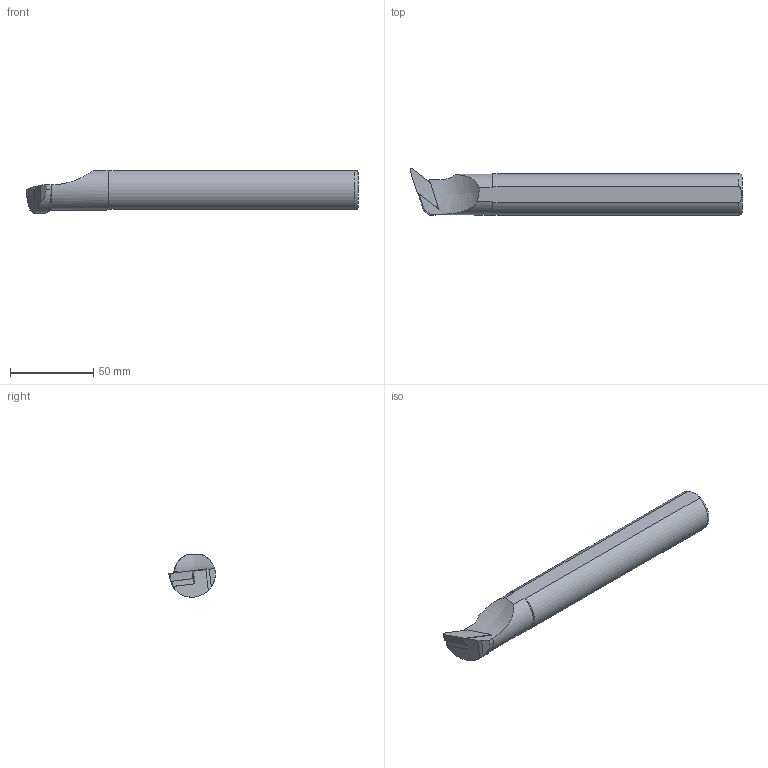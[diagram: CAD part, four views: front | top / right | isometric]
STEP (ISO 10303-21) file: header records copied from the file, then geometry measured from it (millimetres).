
FILE_DESCRIPTION(/* description */ (''),/* implementation_level */ '2;1');
FILE_NAME(/* name */ 'A25R-SVQCL-16.stp',/* time_stamp */ '2023-10-20T19:04:14+03:00',/* author */ (''),/* organization */ (''),/* preprocessor_version */ 'ST-DEVELOPER v19.4',/* originating_system */ 'SIEMENS PLM Software NX2306.3001',/* authorisation */ '');
FILE_SCHEMA (('AUTOMOTIVE_DESIGN { 1 0 10303 214 3 1 1 1 }'));
Length unit declared in the file: millimetre
Products named in the file (1): model1_objects
Bounding box: 199.28 x 28.13 x 25.45 mm (x, y, z)
Volume: 86780.9 mm3; surface area: 16219.2 mm2
Topology: 2 solids, 2 shells, 44 faces, 117 edges, 77 vertices
Faces by surface type: plane 25, cylinder 11, cone 5, bspline 2, torus 1
Entity records: 2054 total; most frequent: CARTESIAN_POINT 914, ORIENTED_EDGE 230, DIRECTION 196, EDGE_CURVE 115, VERTEX_POINT 76, AXIS2_PLACEMENT_3D 68, LINE 60, VECTOR 60
